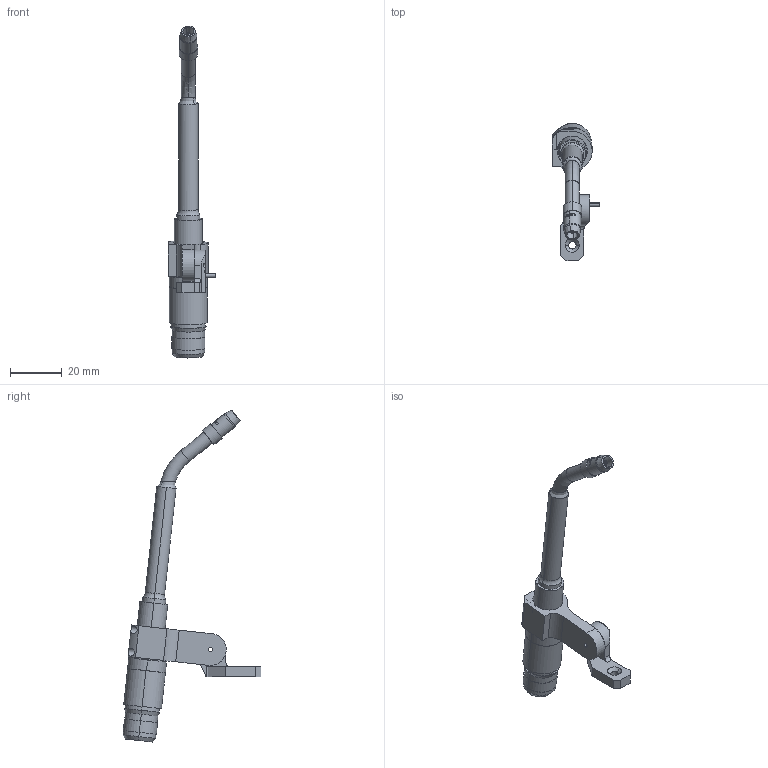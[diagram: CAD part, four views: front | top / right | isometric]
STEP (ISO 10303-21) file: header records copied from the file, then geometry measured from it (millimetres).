
FILE_DESCRIPTION (( 'STEP AP203' ), '1' );
FILE_NAME ('lapmohan1.STEP', '2023-10-10T08:07:34', ( '' ), ( '' ), 'SwSTEP 2.0', 'SolidWorks 2022', '' );
FILE_SCHEMA (( 'CONFIG_CONTROL_DESIGN' ));
Length unit declared in the file: millimetre
Products named in the file (9): 3; 17; 15; lock; 16; 18; 14; 1; lapmohan1
Assembly tree (8 placements, depth 2):
  lapmohan1
    3
    14
    15
    16
    17
    18
    1
    lock
Bounding box: 18.45 x 53.26 x 128.37 mm (x, y, z)
Volume: 6098.4 mm3; surface area: 11544.4 mm2
Topology: 8 solids, 8 shells, 442 faces, 1127 edges, 734 vertices
Faces by surface type: plane 178, cylinder 161, bspline 73, torus 16, cone 14
Entity records: 20754 total; most frequent: CARTESIAN_POINT 9406, ORIENTED_EDGE 2254, DIRECTION 2005, EDGE_CURVE 1127, AXIS2_PLACEMENT_3D 742, VERTEX_POINT 734, EDGE_LOOP 523, LINE 521
